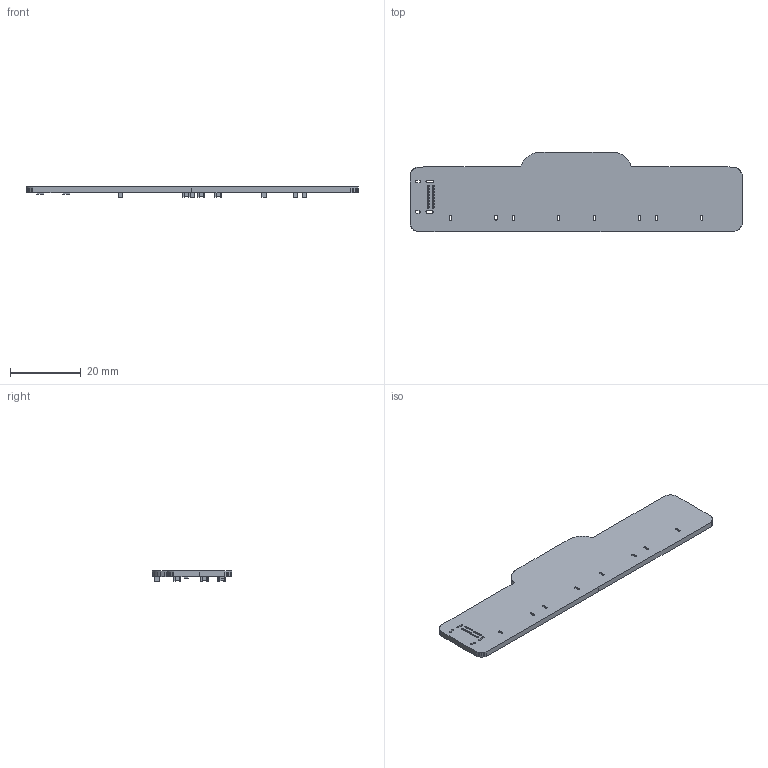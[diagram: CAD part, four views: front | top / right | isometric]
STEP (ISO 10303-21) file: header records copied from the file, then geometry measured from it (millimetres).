
FILE_DESCRIPTION(('KiCad electronic assembly'),'2;1');
FILE_NAME('USB 2.0 Hub.step','2021-06-18T09:24:39',('An Author'),( 'A Company'),'Open CASCADE STEP processor 6.9', 'KiCad to STEP converter','Unknown');
FILE_SCHEMA(('AUTOMOTIVE_DESIGN { 1 0 10303 214 1 1 1 1 }'));
Length unit declared in the file: millimetre
Products named in the file (6): Open CASCADE STEP translator 6.9 1; R_0805_2012Metric; SOLID; C_0805_2012Metric; COMPOUND
Assembly tree (16 placements, depth 3):
  Open CASCADE STEP translator 6.9 1
    R_0805_2012Metric  x2
      SOLID
    C_0805_2012Metric  x11
      SOLID
    COMPOUND
Bounding box: 94.18 x 22.54 x 2.9 mm (x, y, z)
Volume: 2961.3 mm3; surface area: 4296.1 mm2
Topology: 14 solids, 14 shells, 476 faces, 1270 edges, 844 vertices
Faces by surface type: plane 263, cylinder 213
Full cylindrical faces by diameter (mm): 0.53 x16
Entity records: 12589 total; most frequent: CARTESIAN_POINT 2073, DIRECTION 1970, LINE 1106, VECTOR 1106, ORIENTED_EDGE 964, PCURVE 964, DEFINITIONAL_REPRESENTATION 964, EDGE_CURVE 482
